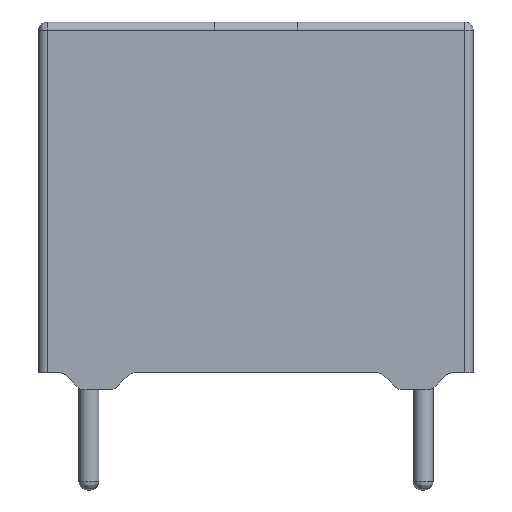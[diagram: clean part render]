
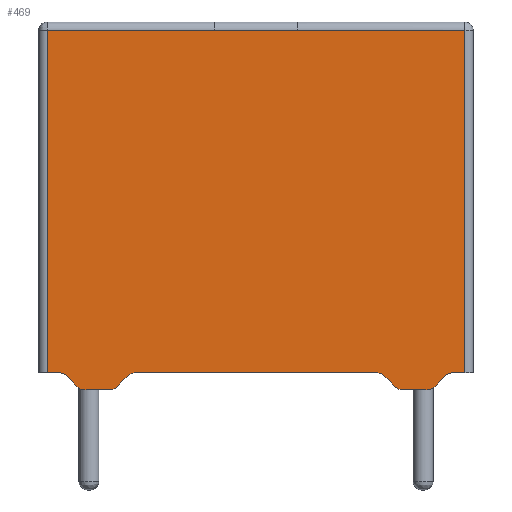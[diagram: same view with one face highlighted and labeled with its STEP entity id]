
A CAD part, front view. The second image highlights one B-rep face of the part: STEP entity #469.
In plain terms, the highlighted planar face has unit normal (0, -1, 0).
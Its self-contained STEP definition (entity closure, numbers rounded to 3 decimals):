
#64=(
BOUNDED_CURVE()
B_SPLINE_CURVE(2,(#3777,#3778,#3779),.UNSPECIFIED.,.F.,.F.)
B_SPLINE_CURVE_WITH_KNOTS((3,3),(0.,0.196),.UNSPECIFIED.)
CURVE()
GEOMETRIC_REPRESENTATION_ITEM()
RATIONAL_B_SPLINE_CURVE((1.,0.924,1.))
REPRESENTATION_ITEM('')
);
#66=(
BOUNDED_CURVE()
B_SPLINE_CURVE(2,(#3782,#3783,#3784),.UNSPECIFIED.,.F.,.F.)
B_SPLINE_CURVE_WITH_KNOTS((3,3),(0.,0.196),.UNSPECIFIED.)
CURVE()
GEOMETRIC_REPRESENTATION_ITEM()
RATIONAL_B_SPLINE_CURVE((1.,0.924,1.))
REPRESENTATION_ITEM('')
);
#68=(
BOUNDED_CURVE()
B_SPLINE_CURVE(2,(#3788,#3789,#3790),.UNSPECIFIED.,.F.,.F.)
B_SPLINE_CURVE_WITH_KNOTS((3,3),(0.,0.196),.UNSPECIFIED.)
CURVE()
GEOMETRIC_REPRESENTATION_ITEM()
RATIONAL_B_SPLINE_CURVE((1.,0.924,1.))
REPRESENTATION_ITEM('')
);
#70=(
BOUNDED_CURVE()
B_SPLINE_CURVE(2,(#3794,#3795,#3796),.UNSPECIFIED.,.F.,.F.)
B_SPLINE_CURVE_WITH_KNOTS((3,3),(0.,0.196),.UNSPECIFIED.)
CURVE()
GEOMETRIC_REPRESENTATION_ITEM()
RATIONAL_B_SPLINE_CURVE((1.,0.924,1.))
REPRESENTATION_ITEM('')
);
#83=(
BOUNDED_CURVE()
B_SPLINE_CURVE(2,(#3907,#3908,#3909),.UNSPECIFIED.,.F.,.F.)
B_SPLINE_CURVE_WITH_KNOTS((3,3),(0.,0.196),.UNSPECIFIED.)
CURVE()
GEOMETRIC_REPRESENTATION_ITEM()
RATIONAL_B_SPLINE_CURVE((1.,0.924,1.))
REPRESENTATION_ITEM('')
);
#85=(
BOUNDED_CURVE()
B_SPLINE_CURVE(2,(#3913,#3914,#3915),.UNSPECIFIED.,.F.,.F.)
B_SPLINE_CURVE_WITH_KNOTS((3,3),(0.,0.196),.UNSPECIFIED.)
CURVE()
GEOMETRIC_REPRESENTATION_ITEM()
RATIONAL_B_SPLINE_CURVE((1.,0.924,1.))
REPRESENTATION_ITEM('')
);
#87=(
BOUNDED_CURVE()
B_SPLINE_CURVE(2,(#3919,#3920,#3921),.UNSPECIFIED.,.F.,.F.)
B_SPLINE_CURVE_WITH_KNOTS((3,3),(0.,0.196),.UNSPECIFIED.)
CURVE()
GEOMETRIC_REPRESENTATION_ITEM()
RATIONAL_B_SPLINE_CURVE((1.,0.924,1.))
REPRESENTATION_ITEM('')
);
#89=(
BOUNDED_CURVE()
B_SPLINE_CURVE(2,(#3925,#3926,#3927),.UNSPECIFIED.,.F.,.F.)
B_SPLINE_CURVE_WITH_KNOTS((3,3),(0.,0.196),.UNSPECIFIED.)
CURVE()
GEOMETRIC_REPRESENTATION_ITEM()
RATIONAL_B_SPLINE_CURVE((1.,0.924,1.))
REPRESENTATION_ITEM('')
);
#93=(
BOUNDED_CURVE()
B_SPLINE_CURVE(1,(#3938,#3939),.UNSPECIFIED.,.F.,.F.)
B_SPLINE_CURVE_WITH_KNOTS((2,2),(0.,2.5),.UNSPECIFIED.)
CURVE()
GEOMETRIC_REPRESENTATION_ITEM()
RATIONAL_B_SPLINE_CURVE((1.,1.))
REPRESENTATION_ITEM('')
);
#469=ADVANCED_FACE('',(#569),#2178,.T.);
#569=FACE_OUTER_BOUND('',#673,.T.);
#673=EDGE_LOOP('',(#1062,#1063,#1064,#1065,#1066,#1067,#1068,#1069,#1070,
#1071,#1072,#1073,#1074,#1075,#1076,#1077,#1078,#1079,#1080,#1081,#1082,
#1083));
#1062=ORIENTED_EDGE('',*,*,#1479,.F.);
#1063=ORIENTED_EDGE('',*,*,#1460,.F.);
#1064=ORIENTED_EDGE('',*,*,#1477,.F.);
#1065=ORIENTED_EDGE('',*,*,#1459,.F.);
#1066=ORIENTED_EDGE('',*,*,#1475,.F.);
#1067=ORIENTED_EDGE('',*,*,#1458,.F.);
#1068=ORIENTED_EDGE('',*,*,#1473,.F.);
#1069=ORIENTED_EDGE('',*,*,#1442,.F.);
#1070=ORIENTED_EDGE('',*,*,#1446,.F.);
#1071=ORIENTED_EDGE('',*,*,#1484,.F.);
#1072=ORIENTED_EDGE('',*,*,#1531,.T.);
#1073=ORIENTED_EDGE('',*,*,#1491,.F.);
#1074=ORIENTED_EDGE('',*,*,#1492,.F.);
#1075=ORIENTED_EDGE('',*,*,#1506,.F.);
#1076=ORIENTED_EDGE('',*,*,#1526,.F.);
#1077=ORIENTED_EDGE('',*,*,#1505,.F.);
#1078=ORIENTED_EDGE('',*,*,#1524,.F.);
#1079=ORIENTED_EDGE('',*,*,#1504,.F.);
#1080=ORIENTED_EDGE('',*,*,#1522,.F.);
#1081=ORIENTED_EDGE('',*,*,#1503,.F.);
#1082=ORIENTED_EDGE('',*,*,#1520,.F.);
#1083=ORIENTED_EDGE('',*,*,#1537,.F.);
#1442=EDGE_CURVE('',#2013,#2035,#1750,.T.);
#1446=EDGE_CURVE('',#2016,#2013,#1754,.T.);
#1458=EDGE_CURVE('',#2022,#2021,#1758,.T.);
#1459=EDGE_CURVE('',#2024,#2023,#1759,.T.);
#1460=EDGE_CURVE('',#2026,#2025,#1760,.T.);
#1473=EDGE_CURVE('',#2035,#2022,#64,.T.);
#1475=EDGE_CURVE('',#2021,#2024,#66,.T.);
#1477=EDGE_CURVE('',#2023,#2026,#68,.T.);
#1479=EDGE_CURVE('',#2025,#2027,#70,.T.);
#1484=EDGE_CURVE('',#2038,#2016,#1773,.T.);
#1491=EDGE_CURVE('',#2046,#2068,#1780,.T.);
#1492=EDGE_CURVE('',#2043,#2046,#1781,.T.);
#1503=EDGE_CURVE('',#2052,#2051,#1785,.T.);
#1504=EDGE_CURVE('',#2054,#2053,#1786,.T.);
#1505=EDGE_CURVE('',#2056,#2055,#1787,.T.);
#1506=EDGE_CURVE('',#2057,#2043,#1788,.T.);
#1520=EDGE_CURVE('',#2065,#2052,#83,.T.);
#1522=EDGE_CURVE('',#2051,#2054,#85,.T.);
#1524=EDGE_CURVE('',#2053,#2056,#87,.T.);
#1526=EDGE_CURVE('',#2055,#2057,#89,.T.);
#1531=EDGE_CURVE('',#2038,#2068,#93,.T.);
#1537=EDGE_CURVE('',#2027,#2065,#1805,.T.);
#1750=B_SPLINE_CURVE_WITH_KNOTS('',1,(#3688,#3689),.UNSPECIFIED.,.F.,.F.,
(2,2),(-8.667,-8.138),.UNSPECIFIED.);
#1754=B_SPLINE_CURVE_WITH_KNOTS('',1,(#3696,#3697),.UNSPECIFIED.,.F.,.F.,
(2,2),(0.25,10.5),.UNSPECIFIED.);
#1758=B_SPLINE_CURVE_WITH_KNOTS('',1,(#3728,#3729),.UNSPECIFIED.,.F.,.F.,
(2,2),(-7.854,-7.146),.UNSPECIFIED.);
#1759=B_SPLINE_CURVE_WITH_KNOTS('',1,(#3730,#3731),.UNSPECIFIED.,.F.,.F.,
(2,2),(-6.896,-6.104),.UNSPECIFIED.);
#1760=B_SPLINE_CURVE_WITH_KNOTS('',1,(#3732,#3733),.UNSPECIFIED.,.F.,.F.,
(2,2),(-5.854,-5.146),.UNSPECIFIED.);
#1773=B_SPLINE_CURVE_WITH_KNOTS('',1,(#3808,#3809),.UNSPECIFIED.,.F.,.F.,
(2,2),(5.25,10.25),.UNSPECIFIED.);
#1780=B_SPLINE_CURVE_WITH_KNOTS('',1,(#3822,#3823),.UNSPECIFIED.,.F.,.F.,
(2,2),(0.25,5.25),.UNSPECIFIED.);
#1781=B_SPLINE_CURVE_WITH_KNOTS('',1,(#3824,#3825),.UNSPECIFIED.,.F.,.F.,
(2,2),(0.,10.25),.UNSPECIFIED.);
#1785=B_SPLINE_CURVE_WITH_KNOTS('',1,(#3853,#3854),.UNSPECIFIED.,.F.,.F.,
(2,2),(-3.854,-3.146),.UNSPECIFIED.);
#1786=B_SPLINE_CURVE_WITH_KNOTS('',1,(#3855,#3856),.UNSPECIFIED.,.F.,.F.,
(2,2),(-2.896,-2.104),.UNSPECIFIED.);
#1787=B_SPLINE_CURVE_WITH_KNOTS('',1,(#3857,#3858),.UNSPECIFIED.,.F.,.F.,
(2,2),(-1.854,-1.146),.UNSPECIFIED.);
#1788=B_SPLINE_CURVE_WITH_KNOTS('',1,(#3859,#3860),.UNSPECIFIED.,.F.,.F.,
(2,2),(-0.862,-0.333),.UNSPECIFIED.);
#1805=B_SPLINE_CURVE_WITH_KNOTS('',1,(#3954,#3955,#3956,#3957),
 .UNSPECIFIED.,.F.,.F.,(2,1,1,2),(-4.979,-4.5,-2.,-1.521),
 .UNSPECIFIED.);
#2013=VERTEX_POINT('',#3283);
#2016=VERTEX_POINT('',#3286);
#2021=VERTEX_POINT('',#3291);
#2022=VERTEX_POINT('',#3292);
#2023=VERTEX_POINT('',#3293);
#2024=VERTEX_POINT('',#3294);
#2025=VERTEX_POINT('',#3295);
#2026=VERTEX_POINT('',#3296);
#2027=VERTEX_POINT('',#3297);
#2035=VERTEX_POINT('',#3305);
#2038=VERTEX_POINT('',#3308);
#2043=VERTEX_POINT('',#3313);
#2046=VERTEX_POINT('',#3316);
#2051=VERTEX_POINT('',#3321);
#2052=VERTEX_POINT('',#3322);
#2053=VERTEX_POINT('',#3323);
#2054=VERTEX_POINT('',#3324);
#2055=VERTEX_POINT('',#3325);
#2056=VERTEX_POINT('',#3326);
#2057=VERTEX_POINT('',#3327);
#2065=VERTEX_POINT('',#3335);
#2068=VERTEX_POINT('',#3338);
#2178=PLANE('',#2242);
#2242=AXIS2_PLACEMENT_3D('',#3179,#2289,$);
#2289=DIRECTION('',(0.,-1.,0.));
#3179=CARTESIAN_POINT('',(7.813,-2.75,-1.375));
#3283=CARTESIAN_POINT('',(6.25,-2.75,0.5));
#3286=CARTESIAN_POINT('',(6.25,-2.75,10.75));
#3291=CARTESIAN_POINT('',(5.323,-2.75,0.073));
#3292=CARTESIAN_POINT('',(5.677,-2.75,0.427));
#3293=CARTESIAN_POINT('',(4.354,-2.75,0.));
#3294=CARTESIAN_POINT('',(5.146,-2.75,0.));
#3295=CARTESIAN_POINT('',(3.823,-2.75,0.427));
#3296=CARTESIAN_POINT('',(4.177,-2.75,0.073));
#3297=CARTESIAN_POINT('',(3.646,-2.75,0.5));
#3305=CARTESIAN_POINT('',(5.854,-2.75,0.5));
#3308=CARTESIAN_POINT('',(1.25,-2.75,10.75));
#3313=CARTESIAN_POINT('',(-6.25,-2.75,0.5));
#3316=CARTESIAN_POINT('',(-6.25,-2.75,10.75));
#3321=CARTESIAN_POINT('',(-4.177,-2.75,0.073));
#3322=CARTESIAN_POINT('',(-3.823,-2.75,0.427));
#3323=CARTESIAN_POINT('',(-5.146,-2.75,0.));
#3324=CARTESIAN_POINT('',(-4.354,-2.75,0.));
#3325=CARTESIAN_POINT('',(-5.677,-2.75,0.427));
#3326=CARTESIAN_POINT('',(-5.323,-2.75,0.073));
#3327=CARTESIAN_POINT('',(-5.854,-2.75,0.5));
#3335=CARTESIAN_POINT('',(-3.646,-2.75,0.5));
#3338=CARTESIAN_POINT('',(-1.25,-2.75,10.75));
#3688=CARTESIAN_POINT('',(6.25,-2.75,0.5));
#3689=CARTESIAN_POINT('',(5.854,-2.75,0.5));
#3696=CARTESIAN_POINT('',(6.25,-2.75,10.75));
#3697=CARTESIAN_POINT('',(6.25,-2.75,0.5));
#3728=CARTESIAN_POINT('',(5.677,-2.75,0.427));
#3729=CARTESIAN_POINT('',(5.323,-2.75,0.073));
#3730=CARTESIAN_POINT('',(5.146,-2.75,0.));
#3731=CARTESIAN_POINT('',(4.354,-2.75,0.));
#3732=CARTESIAN_POINT('',(4.177,-2.75,0.073));
#3733=CARTESIAN_POINT('',(3.823,-2.75,0.427));
#3777=CARTESIAN_POINT('',(5.854,-2.75,0.5));
#3778=CARTESIAN_POINT('',(5.75,-2.75,0.5));
#3779=CARTESIAN_POINT('',(5.677,-2.75,0.427));
#3782=CARTESIAN_POINT('',(5.323,-2.75,0.073));
#3783=CARTESIAN_POINT('',(5.25,-2.75,0.));
#3784=CARTESIAN_POINT('',(5.146,-2.75,0.));
#3788=CARTESIAN_POINT('',(4.354,-2.75,0.));
#3789=CARTESIAN_POINT('',(4.25,-2.75,0.));
#3790=CARTESIAN_POINT('',(4.177,-2.75,0.073));
#3794=CARTESIAN_POINT('',(3.823,-2.75,0.427));
#3795=CARTESIAN_POINT('',(3.75,-2.75,0.5));
#3796=CARTESIAN_POINT('',(3.646,-2.75,0.5));
#3808=CARTESIAN_POINT('',(1.25,-2.75,10.75));
#3809=CARTESIAN_POINT('',(6.25,-2.75,10.75));
#3822=CARTESIAN_POINT('',(-6.25,-2.75,10.75));
#3823=CARTESIAN_POINT('',(-1.25,-2.75,10.75));
#3824=CARTESIAN_POINT('',(-6.25,-2.75,0.5));
#3825=CARTESIAN_POINT('',(-6.25,-2.75,10.75));
#3853=CARTESIAN_POINT('',(-3.823,-2.75,0.427));
#3854=CARTESIAN_POINT('',(-4.177,-2.75,0.073));
#3855=CARTESIAN_POINT('',(-4.354,-2.75,0.));
#3856=CARTESIAN_POINT('',(-5.146,-2.75,0.));
#3857=CARTESIAN_POINT('',(-5.323,-2.75,0.073));
#3858=CARTESIAN_POINT('',(-5.677,-2.75,0.427));
#3859=CARTESIAN_POINT('',(-5.854,-2.75,0.5));
#3860=CARTESIAN_POINT('',(-6.25,-2.75,0.5));
#3907=CARTESIAN_POINT('',(-3.646,-2.75,0.5));
#3908=CARTESIAN_POINT('',(-3.75,-2.75,0.5));
#3909=CARTESIAN_POINT('',(-3.823,-2.75,0.427));
#3913=CARTESIAN_POINT('',(-4.177,-2.75,0.073));
#3914=CARTESIAN_POINT('',(-4.25,-2.75,0.));
#3915=CARTESIAN_POINT('',(-4.354,-2.75,0.));
#3919=CARTESIAN_POINT('',(-5.146,-2.75,0.));
#3920=CARTESIAN_POINT('',(-5.25,-2.75,0.));
#3921=CARTESIAN_POINT('',(-5.323,-2.75,0.073));
#3925=CARTESIAN_POINT('',(-5.677,-2.75,0.427));
#3926=CARTESIAN_POINT('',(-5.75,-2.75,0.5));
#3927=CARTESIAN_POINT('',(-5.854,-2.75,0.5));
#3938=CARTESIAN_POINT('',(1.25,-2.75,10.75));
#3939=CARTESIAN_POINT('',(-1.25,-2.75,10.75));
#3954=CARTESIAN_POINT('',(3.646,-2.75,0.5));
#3955=CARTESIAN_POINT('',(1.25,-2.75,0.5));
#3956=CARTESIAN_POINT('',(-1.25,-2.75,0.5));
#3957=CARTESIAN_POINT('',(-3.646,-2.75,0.5));
